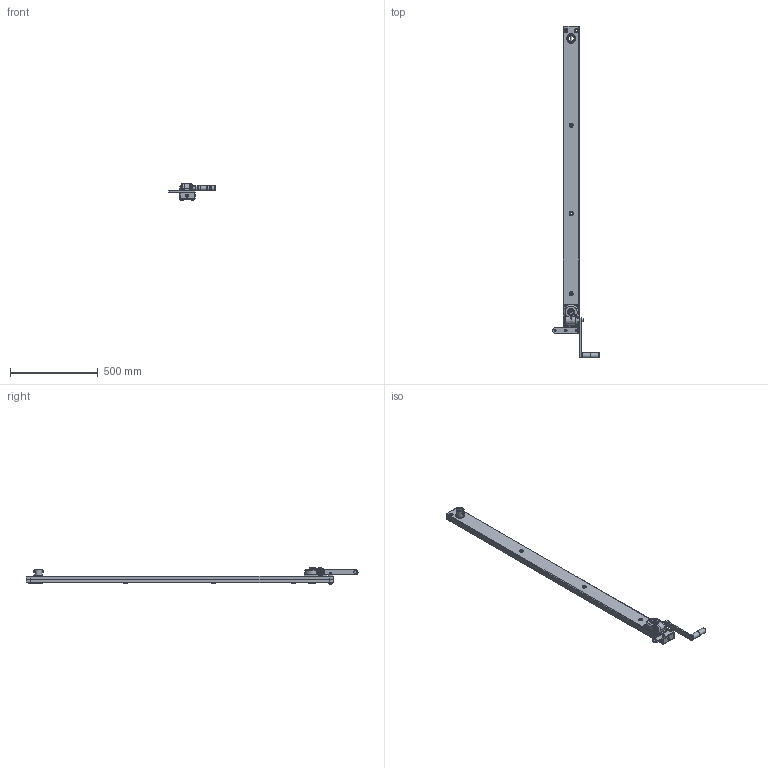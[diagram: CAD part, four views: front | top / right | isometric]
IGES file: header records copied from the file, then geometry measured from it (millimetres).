
Global section: file name: 52160_0650_17; native system: Autodesk Inventor 2022; preprocessor: unknown; author: Nesvadba; date: 20240224.142121; units: millimetre
Bounding box: 265.85 x 1893.7 x 96.11 mm (x, y, z)
Volume: 1247126.9 mm3; surface area: 1058692.1 mm2
Topology: 49 solids, 49 shells, 1218 faces, 3114 edges, 2055 vertices
Faces by surface type: bspline 1218
